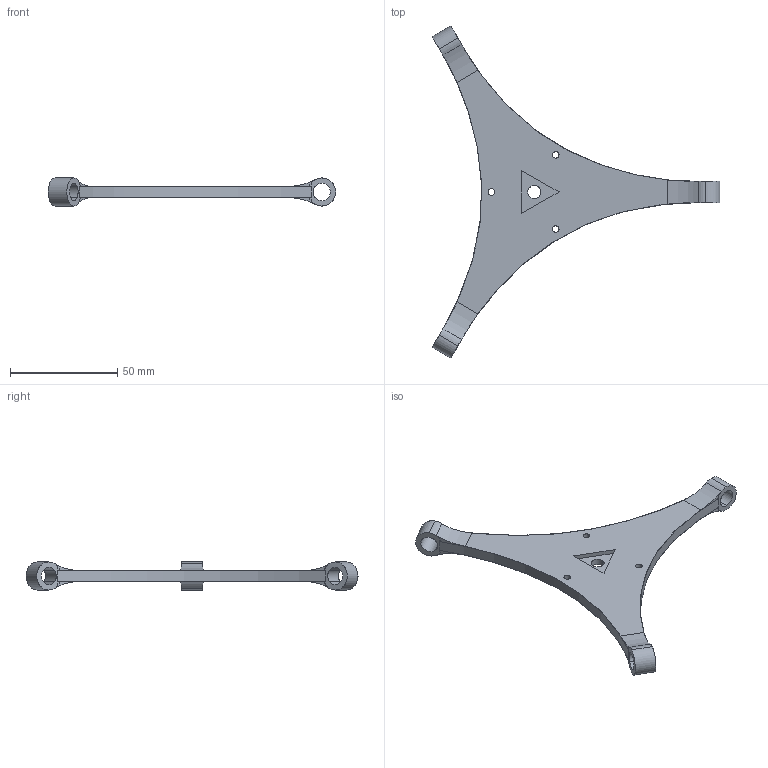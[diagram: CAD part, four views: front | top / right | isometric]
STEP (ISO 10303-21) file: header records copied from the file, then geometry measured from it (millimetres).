
FILE_DESCRIPTION (( 'STEP AP203' ), '1' );
FILE_NAME ('Nacelle_Default_sldprt.STEP', '2018-04-16T08:21:36', ( '' ), ( '' ), 'SwSTEP 2.0', 'SolidWorks 2016', '' );
FILE_SCHEMA (( 'CONFIG_CONTROL_DESIGN' ));
Length unit declared in the file: millimetre
Products named in the file (1): Nacelle_Default_sldprt
Bounding box: 134.16 x 154.91 x 13.1 mm (x, y, z)
Volume: 75008.7 mm3; surface area: 41030.5 mm2
Topology: 3 solids, 3 shells, 177 faces, 495 edges, 330 vertices
Faces by surface type: plane 78, cylinder 66, bspline 33
Entity records: 7142 total; most frequent: CARTESIAN_POINT 2704, ORIENTED_EDGE 990, DIRECTION 749, EDGE_CURVE 495, VERTEX_POINT 330, AXIS2_PLACEMENT_3D 259, LINE 231, VECTOR 231
